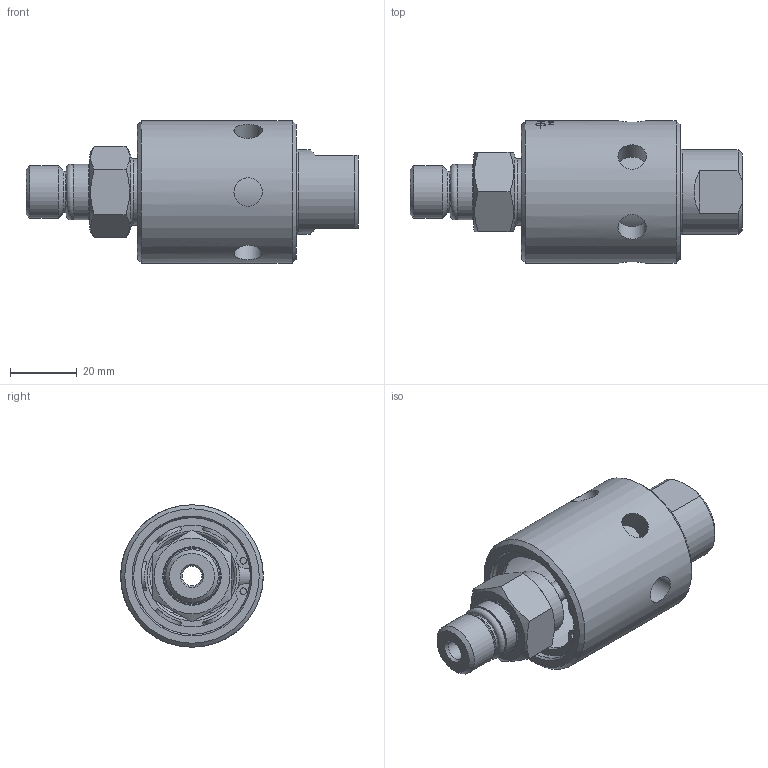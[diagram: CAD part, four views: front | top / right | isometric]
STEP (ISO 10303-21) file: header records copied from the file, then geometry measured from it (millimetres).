
FILE_DESCRIPTION(/* description */ (''),/* implementation_level */ '2;1');
FILE_NAME(/* name */ '1101-235-238-IC.stp',/* time_stamp */ '2020-05-13T14:46:27-05:00',/* author */ ('Moorera'),/* organization */ (''),/* preprocessor_version */ 'ST-DEVELOPER v18.1',/* originating_system */ 'Autodesk Inventor 2020',/* authorisation */ '');
FILE_SCHEMA (('AUTOMOTIVE_DESIGN { 1 0 10303 214 3 1 1 }'));
Products named in the file (1): 1101-235-238-IC
Bounding box: 99.72 x 42.8 x 42.8 mm (x, y, z)
Volume: 77528.1 mm3; surface area: 17537.9 mm2
Topology: 2 solids, 2 shells, 380 faces, 1023 edges, 691 vertices
Faces by surface type: bspline 191, plane 106, cylinder 62, cone 14, torus 7
Full cylindrical faces by diameter (mm): 1.981 x2, 6 x1, 8.5 x6, 12.12 x1, 15.839 x1, 16.649 x1, 20 x1, 25.4 x1, 35.05 x1, 37.19 x1, 42.8 x1
Entity records: 55282 total; most frequent: CARTESIAN_POINT 46466, ORIENTED_EDGE 2046, DIRECTION 1366, EDGE_CURVE 1023, VERTEX_POINT 691, AXIS2_PLACEMENT_3D 497, EDGE_LOOP 430, FACE_OUTER_BOUND 380
